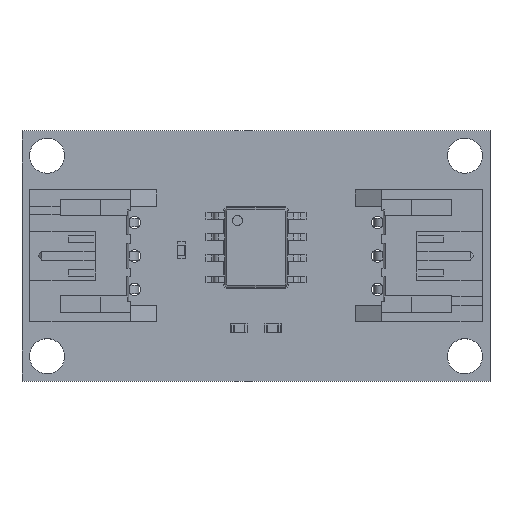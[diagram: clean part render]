
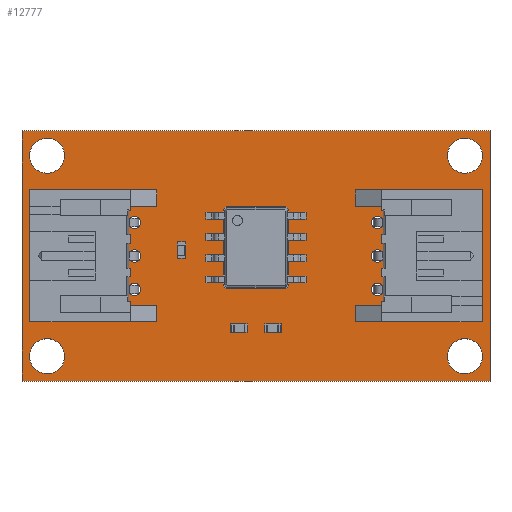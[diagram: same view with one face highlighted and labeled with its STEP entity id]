
A CAD part, top view. The second image highlights one B-rep face of the part: STEP entity #12777.
In plain terms, the highlighted planar face has unit normal (0, 0, 1).
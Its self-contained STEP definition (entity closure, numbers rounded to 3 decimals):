
#12491 = VERTEX_POINT('',#12492);
#12492 = CARTESIAN_POINT('',(158.,-79.,1.6));
#12498 = EDGE_CURVE('',#12491,#12499,#12501,.T.);
#12499 = VERTEX_POINT('',#12500);
#12500 = CARTESIAN_POINT('',(158.,-80.,1.6));
#12501 = LINE('',#12502,#12503);
#12502 = CARTESIAN_POINT('',(158.,-79.,1.6));
#12503 = VECTOR('',#12504,1.);
#12504 = DIRECTION('',(0.,-1.,0.));
#12531 = VERTEX_POINT('',#12532);
#12532 = CARTESIAN_POINT('',(158.,-78.,1.6));
#12538 = EDGE_CURVE('',#12531,#12491,#12539,.T.);
#12539 = LINE('',#12540,#12541);
#12540 = CARTESIAN_POINT('',(158.,-78.,1.6));
#12541 = VECTOR('',#12542,1.);
#12542 = DIRECTION('',(0.,-1.,0.));
#12560 = EDGE_CURVE('',#12499,#12561,#12563,.T.);
#12561 = VERTEX_POINT('',#12562);
#12562 = CARTESIAN_POINT('',(158.,-91.,1.6));
#12563 = LINE('',#12564,#12565);
#12564 = CARTESIAN_POINT('',(158.,-80.,1.6));
#12565 = VECTOR('',#12566,1.);
#12566 = DIRECTION('',(0.,-1.,0.));
#12777 = ADVANCED_FACE('',(#12778,#12853,#12864,#12875,#12886,#12897,
    #12908,#12919,#12930,#12941,#12952),#12963,.T.);
#12778 = FACE_BOUND('',#12779,.T.);
#12779 = EDGE_LOOP('',(#12780,#12781,#12782,#12790,#12798,#12806,#12814,
    #12822,#12830,#12838,#12846,#12852));
#12780 = ORIENTED_EDGE('',*,*,#12498,.F.);
#12781 = ORIENTED_EDGE('',*,*,#12538,.F.);
#12782 = ORIENTED_EDGE('',*,*,#12783,.F.);
#12783 = EDGE_CURVE('',#12784,#12531,#12786,.T.);
#12784 = VERTEX_POINT('',#12785);
#12785 = CARTESIAN_POINT('',(130.,-78.,1.6));
#12786 = LINE('',#12787,#12788);
#12787 = CARTESIAN_POINT('',(130.,-78.,1.6));
#12788 = VECTOR('',#12789,1.);
#12789 = DIRECTION('',(1.,0.,0.));
#12790 = ORIENTED_EDGE('',*,*,#12791,.F.);
#12791 = EDGE_CURVE('',#12792,#12784,#12794,.T.);
#12792 = VERTEX_POINT('',#12793);
#12793 = CARTESIAN_POINT('',(130.,-79.,1.6));
#12794 = LINE('',#12795,#12796);
#12795 = CARTESIAN_POINT('',(130.,-79.,1.6));
#12796 = VECTOR('',#12797,1.);
#12797 = DIRECTION('',(0.,1.,0.));
#12798 = ORIENTED_EDGE('',*,*,#12799,.F.);
#12799 = EDGE_CURVE('',#12800,#12792,#12802,.T.);
#12800 = VERTEX_POINT('',#12801);
#12801 = CARTESIAN_POINT('',(130.,-80.,1.6));
#12802 = LINE('',#12803,#12804);
#12803 = CARTESIAN_POINT('',(130.,-80.,1.6));
#12804 = VECTOR('',#12805,1.);
#12805 = DIRECTION('',(0.,1.,0.));
#12806 = ORIENTED_EDGE('',*,*,#12807,.F.);
#12807 = EDGE_CURVE('',#12808,#12800,#12810,.T.);
#12808 = VERTEX_POINT('',#12809);
#12809 = CARTESIAN_POINT('',(130.,-91.,1.6));
#12810 = LINE('',#12811,#12812);
#12811 = CARTESIAN_POINT('',(130.,-91.,1.6));
#12812 = VECTOR('',#12813,1.);
#12813 = DIRECTION('',(0.,1.,0.));
#12814 = ORIENTED_EDGE('',*,*,#12815,.F.);
#12815 = EDGE_CURVE('',#12816,#12808,#12818,.T.);
#12816 = VERTEX_POINT('',#12817);
#12817 = CARTESIAN_POINT('',(130.,-92.,1.6));
#12818 = LINE('',#12819,#12820);
#12819 = CARTESIAN_POINT('',(130.,-92.,1.6));
#12820 = VECTOR('',#12821,1.);
#12821 = DIRECTION('',(0.,1.,0.));
#12822 = ORIENTED_EDGE('',*,*,#12823,.F.);
#12823 = EDGE_CURVE('',#12824,#12816,#12826,.T.);
#12824 = VERTEX_POINT('',#12825);
#12825 = CARTESIAN_POINT('',(130.,-93.,1.6));
#12826 = LINE('',#12827,#12828);
#12827 = CARTESIAN_POINT('',(130.,-93.,1.6));
#12828 = VECTOR('',#12829,1.);
#12829 = DIRECTION('',(0.,1.,0.));
#12830 = ORIENTED_EDGE('',*,*,#12831,.F.);
#12831 = EDGE_CURVE('',#12832,#12824,#12834,.T.);
#12832 = VERTEX_POINT('',#12833);
#12833 = CARTESIAN_POINT('',(158.,-93.,1.6));
#12834 = LINE('',#12835,#12836);
#12835 = CARTESIAN_POINT('',(158.,-93.,1.6));
#12836 = VECTOR('',#12837,1.);
#12837 = DIRECTION('',(-1.,0.,0.));
#12838 = ORIENTED_EDGE('',*,*,#12839,.F.);
#12839 = EDGE_CURVE('',#12840,#12832,#12842,.T.);
#12840 = VERTEX_POINT('',#12841);
#12841 = CARTESIAN_POINT('',(158.,-92.,1.6));
#12842 = LINE('',#12843,#12844);
#12843 = CARTESIAN_POINT('',(158.,-92.,1.6));
#12844 = VECTOR('',#12845,1.);
#12845 = DIRECTION('',(0.,-1.,0.));
#12846 = ORIENTED_EDGE('',*,*,#12847,.F.);
#12847 = EDGE_CURVE('',#12561,#12840,#12848,.T.);
#12848 = LINE('',#12849,#12850);
#12849 = CARTESIAN_POINT('',(158.,-91.,1.6));
#12850 = VECTOR('',#12851,1.);
#12851 = DIRECTION('',(0.,-1.,0.));
#12852 = ORIENTED_EDGE('',*,*,#12560,.F.);
#12853 = FACE_BOUND('',#12854,.T.);
#12854 = EDGE_LOOP('',(#12855));
#12855 = ORIENTED_EDGE('',*,*,#12856,.T.);
#12856 = EDGE_CURVE('',#12857,#12857,#12859,.T.);
#12857 = VERTEX_POINT('',#12858);
#12858 = CARTESIAN_POINT('',(131.5,-92.55,1.6));
#12859 = CIRCLE('',#12860,1.05);
#12860 = AXIS2_PLACEMENT_3D('',#12861,#12862,#12863);
#12861 = CARTESIAN_POINT('',(131.5,-91.5,1.6));
#12862 = DIRECTION('',(-0.,0.,-1.));
#12863 = DIRECTION('',(-0.,-1.,0.));
#12864 = FACE_BOUND('',#12865,.T.);
#12865 = EDGE_LOOP('',(#12866));
#12866 = ORIENTED_EDGE('',*,*,#12867,.T.);
#12867 = EDGE_CURVE('',#12868,#12868,#12870,.T.);
#12868 = VERTEX_POINT('',#12869);
#12869 = CARTESIAN_POINT('',(136.725,-87.875,1.6));
#12870 = CIRCLE('',#12871,0.375);
#12871 = AXIS2_PLACEMENT_3D('',#12872,#12873,#12874);
#12872 = CARTESIAN_POINT('',(136.725,-87.5,1.6));
#12873 = DIRECTION('',(-0.,0.,-1.));
#12874 = DIRECTION('',(-0.,-1.,0.));
#12875 = FACE_BOUND('',#12876,.T.);
#12876 = EDGE_LOOP('',(#12877));
#12877 = ORIENTED_EDGE('',*,*,#12878,.T.);
#12878 = EDGE_CURVE('',#12879,#12879,#12881,.T.);
#12879 = VERTEX_POINT('',#12880);
#12880 = CARTESIAN_POINT('',(136.725,-85.875,1.6));
#12881 = CIRCLE('',#12882,0.375);
#12882 = AXIS2_PLACEMENT_3D('',#12883,#12884,#12885);
#12883 = CARTESIAN_POINT('',(136.725,-85.5,1.6));
#12884 = DIRECTION('',(-0.,0.,-1.));
#12885 = DIRECTION('',(-0.,-1.,0.));
#12886 = FACE_BOUND('',#12887,.T.);
#12887 = EDGE_LOOP('',(#12888));
#12888 = ORIENTED_EDGE('',*,*,#12889,.T.);
#12889 = EDGE_CURVE('',#12890,#12890,#12892,.T.);
#12890 = VERTEX_POINT('',#12891);
#12891 = CARTESIAN_POINT('',(156.5,-92.55,1.6));
#12892 = CIRCLE('',#12893,1.05);
#12893 = AXIS2_PLACEMENT_3D('',#12894,#12895,#12896);
#12894 = CARTESIAN_POINT('',(156.5,-91.5,1.6));
#12895 = DIRECTION('',(-0.,0.,-1.));
#12896 = DIRECTION('',(-0.,-1.,0.));
#12897 = FACE_BOUND('',#12898,.T.);
#12898 = EDGE_LOOP('',(#12899));
#12899 = ORIENTED_EDGE('',*,*,#12900,.T.);
#12900 = EDGE_CURVE('',#12901,#12901,#12903,.T.);
#12901 = VERTEX_POINT('',#12902);
#12902 = CARTESIAN_POINT('',(151.275,-87.875,1.6));
#12903 = CIRCLE('',#12904,0.375);
#12904 = AXIS2_PLACEMENT_3D('',#12905,#12906,#12907);
#12905 = CARTESIAN_POINT('',(151.275,-87.5,1.6));
#12906 = DIRECTION('',(-0.,0.,-1.));
#12907 = DIRECTION('',(-0.,-1.,0.));
#12908 = FACE_BOUND('',#12909,.T.);
#12909 = EDGE_LOOP('',(#12910));
#12910 = ORIENTED_EDGE('',*,*,#12911,.T.);
#12911 = EDGE_CURVE('',#12912,#12912,#12914,.T.);
#12912 = VERTEX_POINT('',#12913);
#12913 = CARTESIAN_POINT('',(151.275,-85.875,1.6));
#12914 = CIRCLE('',#12915,0.375);
#12915 = AXIS2_PLACEMENT_3D('',#12916,#12917,#12918);
#12916 = CARTESIAN_POINT('',(151.275,-85.5,1.6));
#12917 = DIRECTION('',(-0.,0.,-1.));
#12918 = DIRECTION('',(-0.,-1.,0.));
#12919 = FACE_BOUND('',#12920,.T.);
#12920 = EDGE_LOOP('',(#12921));
#12921 = ORIENTED_EDGE('',*,*,#12922,.T.);
#12922 = EDGE_CURVE('',#12923,#12923,#12925,.T.);
#12923 = VERTEX_POINT('',#12924);
#12924 = CARTESIAN_POINT('',(136.725,-83.875,1.6));
#12925 = CIRCLE('',#12926,0.375);
#12926 = AXIS2_PLACEMENT_3D('',#12927,#12928,#12929);
#12927 = CARTESIAN_POINT('',(136.725,-83.5,1.6));
#12928 = DIRECTION('',(-0.,0.,-1.));
#12929 = DIRECTION('',(-0.,-1.,0.));
#12930 = FACE_BOUND('',#12931,.T.);
#12931 = EDGE_LOOP('',(#12932));
#12932 = ORIENTED_EDGE('',*,*,#12933,.T.);
#12933 = EDGE_CURVE('',#12934,#12934,#12936,.T.);
#12934 = VERTEX_POINT('',#12935);
#12935 = CARTESIAN_POINT('',(131.5,-80.55,1.6));
#12936 = CIRCLE('',#12937,1.05);
#12937 = AXIS2_PLACEMENT_3D('',#12938,#12939,#12940);
#12938 = CARTESIAN_POINT('',(131.5,-79.5,1.6));
#12939 = DIRECTION('',(-0.,0.,-1.));
#12940 = DIRECTION('',(-0.,-1.,0.));
#12941 = FACE_BOUND('',#12942,.T.);
#12942 = EDGE_LOOP('',(#12943));
#12943 = ORIENTED_EDGE('',*,*,#12944,.T.);
#12944 = EDGE_CURVE('',#12945,#12945,#12947,.T.);
#12945 = VERTEX_POINT('',#12946);
#12946 = CARTESIAN_POINT('',(151.275,-83.875,1.6));
#12947 = CIRCLE('',#12948,0.375);
#12948 = AXIS2_PLACEMENT_3D('',#12949,#12950,#12951);
#12949 = CARTESIAN_POINT('',(151.275,-83.5,1.6));
#12950 = DIRECTION('',(-0.,0.,-1.));
#12951 = DIRECTION('',(-0.,-1.,0.));
#12952 = FACE_BOUND('',#12953,.T.);
#12953 = EDGE_LOOP('',(#12954));
#12954 = ORIENTED_EDGE('',*,*,#12955,.T.);
#12955 = EDGE_CURVE('',#12956,#12956,#12958,.T.);
#12956 = VERTEX_POINT('',#12957);
#12957 = CARTESIAN_POINT('',(156.5,-80.55,1.6));
#12958 = CIRCLE('',#12959,1.05);
#12959 = AXIS2_PLACEMENT_3D('',#12960,#12961,#12962);
#12960 = CARTESIAN_POINT('',(156.5,-79.5,1.6));
#12961 = DIRECTION('',(-0.,0.,-1.));
#12962 = DIRECTION('',(-0.,-1.,0.));
#12963 = PLANE('',#12964);
#12964 = AXIS2_PLACEMENT_3D('',#12965,#12966,#12967);
#12965 = CARTESIAN_POINT('',(0.,0.,1.6));
#12966 = DIRECTION('',(0.,0.,1.));
#12967 = DIRECTION('',(1.,0.,-0.));
